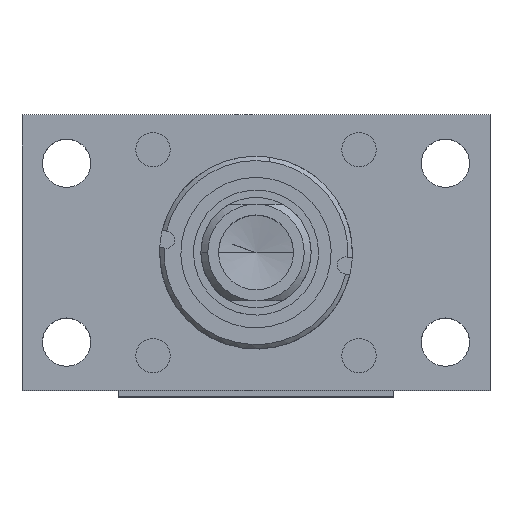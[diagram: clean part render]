
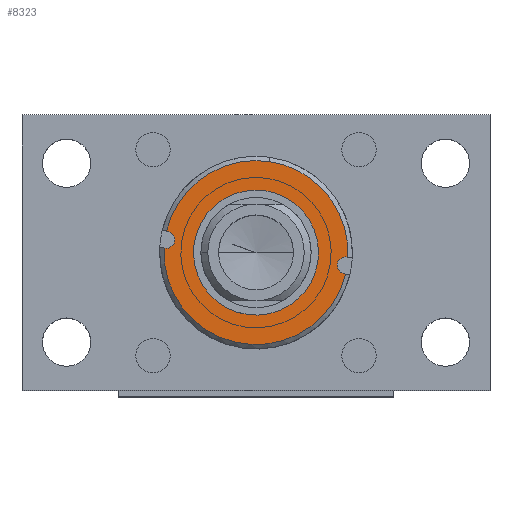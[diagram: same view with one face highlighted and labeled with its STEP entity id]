
A CAD part, top view. The second image highlights one B-rep face of the part: STEP entity #8323.
In plain terms, the highlighted planar face has unit normal (0, 0, 1).
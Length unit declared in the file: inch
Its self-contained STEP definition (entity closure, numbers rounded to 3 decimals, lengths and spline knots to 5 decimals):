
#17 = VERTEX_POINT ( 'NONE', #4911 ) ;
#22 = PLANE ( 'NONE',  #3362 ) ;
#31 = ORIENTED_EDGE ( 'NONE', *, *, #5683, .F. ) ;
#119 = CARTESIAN_POINT ( 'NONE',  ( 19.33958, 31.20342, -2.69734 ) ) ;
#211 = CIRCLE ( 'NONE', #7032, 0.078 ) ;
#329 = CARTESIAN_POINT ( 'NONE',  ( 19.33958, 29.80457, -2.69734 ) ) ;
#397 = ORIENTED_EDGE ( 'NONE', *, *, #8061, .T. ) ;
#494 = ORIENTED_EDGE ( 'NONE', *, *, #1067, .T. ) ;
#514 = EDGE_LOOP ( 'NONE', ( #8324, #2006, #494, #1156, #2013, #3850, #397, #6660, #6387 ) ) ;
#576 = DIRECTION ( 'NONE',  ( 0., 1., 0. ) ) ;
#743 = CARTESIAN_POINT ( 'NONE',  ( 19.41758, 30.63592, -2.69734 ) ) ;
#750 = VERTEX_POINT ( 'NONE', #2484 ) ;
#861 = EDGE_CURVE ( 'NONE', #1794, #17, #4416, .T. ) ;
#1067 = EDGE_CURVE ( 'NONE', #1170, #1794, #3185, .T. ) ;
#1155 = DIRECTION ( 'NONE',  ( 0., 0., -1. ) ) ;
#1156 = ORIENTED_EDGE ( 'NONE', *, *, #861, .T. ) ;
#1170 = VERTEX_POINT ( 'NONE', #5002 ) ;
#1177 = VERTEX_POINT ( 'NONE', #329 ) ;
#1182 = VECTOR ( 'NONE', #576, 39.37008 ) ;
#1222 = DIRECTION ( 'NONE',  ( 0., -1., 0. ) ) ;
#1390 = LINE ( 'NONE', #4579, #1182 ) ;
#1455 = EDGE_LOOP ( 'NONE', ( #31, #4543 ) ) ;
#1505 = VECTOR ( 'NONE', #1222, 39.37008 ) ;
#1527 = DIRECTION ( 'NONE',  ( 1., 0., 0. ) ) ;
#1531 = CIRCLE ( 'NONE', #8144, 0.5675 ) ;
#1573 = AXIS2_PLACEMENT_3D ( 'NONE', #3805, #7811, #7120 ) ;
#1689 = VERTEX_POINT ( 'NONE', #5989 ) ;
#1720 = DIRECTION ( 'NONE',  ( 1., 0., 0. ) ) ;
#1781 = CARTESIAN_POINT ( 'NONE',  ( 19.33958, 31.46727, -2.69734 ) ) ;
#1794 = VERTEX_POINT ( 'NONE', #7027 ) ;
#1976 = VERTEX_POINT ( 'NONE', #1781 ) ;
#2006 = ORIENTED_EDGE ( 'NONE', *, *, #6418, .T. ) ;
#2013 = ORIENTED_EDGE ( 'NONE', *, *, #4094, .F. ) ;
#2027 = CARTESIAN_POINT ( 'NONE',  ( 19.41758, 31.20342, -2.69734 ) ) ;
#2053 = DIRECTION ( 'NONE',  ( 0., -1., 0. ) ) ;
#2111 = CARTESIAN_POINT ( 'NONE',  ( 19.49558, 31.20342, -2.69734 ) ) ;
#2252 = CIRCLE ( 'NONE', #6983, 0.835 ) ;
#2388 = CARTESIAN_POINT ( 'NONE',  ( 19.41758, 31.45966, -2.69734 ) ) ;
#2484 = CARTESIAN_POINT ( 'NONE',  ( 18.85008, 30.63592, -2.69734 ) ) ;
#2530 = DIRECTION ( 'NONE',  ( 0., 0., -1. ) ) ;
#2795 = CARTESIAN_POINT ( 'NONE',  ( 19.98508, 30.63592, -2.69734 ) ) ;
#2975 = DIRECTION ( 'NONE',  ( 0., -1., 0. ) ) ;
#3066 = VECTOR ( 'NONE', #2975, 39.37008 ) ;
#3151 = AXIS2_PLACEMENT_3D ( 'NONE', #7433, #3501, #1527 ) ;
#3185 = LINE ( 'NONE', #2111, #3066 ) ;
#3362 = AXIS2_PLACEMENT_3D ( 'NONE', #2027, #3364, #2053 ) ;
#3364 = DIRECTION ( 'NONE',  ( 0., 0., -1. ) ) ;
#3501 = DIRECTION ( 'NONE',  ( 0., 0., 1. ) ) ;
#3568 = LINE ( 'NONE', #4524, #1505 ) ;
#3586 = CARTESIAN_POINT ( 'NONE',  ( 19.41758, 30.63592, -2.69734 ) ) ;
#3743 = DIRECTION ( 'NONE',  ( 0., 0., 1. ) ) ;
#3805 = CARTESIAN_POINT ( 'NONE',  ( 19.41758, 30.63592, -2.69734 ) ) ;
#3812 = FACE_BOUND ( 'NONE', #1455, .T. ) ;
#3850 = ORIENTED_EDGE ( 'NONE', *, *, #7257, .T. ) ;
#4094 = EDGE_CURVE ( 'NONE', #1976, #17, #3568, .T. ) ;
#4231 = VECTOR ( 'NONE', #8052, 39.37008 ) ;
#4416 = CIRCLE ( 'NONE', #6615, 0.078 ) ;
#4436 = VERTEX_POINT ( 'NONE', #2795 ) ;
#4524 = CARTESIAN_POINT ( 'NONE',  ( 19.33958, 31.20342, -2.69734 ) ) ;
#4543 = ORIENTED_EDGE ( 'NONE', *, *, #8521, .F. ) ;
#4579 = CARTESIAN_POINT ( 'NONE',  ( 19.49558, 31.20342, -2.69734 ) ) ;
#4911 = CARTESIAN_POINT ( 'NONE',  ( 19.33958, 31.45966, -2.69734 ) ) ;
#5002 = CARTESIAN_POINT ( 'NONE',  ( 19.49558, 31.46727, -2.69734 ) ) ;
#5093 = CARTESIAN_POINT ( 'NONE',  ( 19.41758, 29.81218, -2.69734 ) ) ;
#5471 = DIRECTION ( 'NONE',  ( 1., 0., 0. ) ) ;
#5534 = CARTESIAN_POINT ( 'NONE',  ( 18.58258, 30.63592, -2.69734 ) ) ;
#5683 = EDGE_CURVE ( 'NONE', #4436, #750, #6761, .T. ) ;
#5730 = AXIS2_PLACEMENT_3D ( 'NONE', #743, #7381, #5471 ) ;
#5765 = DIRECTION ( 'NONE',  ( -1., 0., 0. ) ) ;
#5821 = EDGE_CURVE ( 'NONE', #1689, #6405, #1390, .T. ) ;
#5989 = CARTESIAN_POINT ( 'NONE',  ( 19.49558, 29.80457, -2.69734 ) ) ;
#6098 = FACE_OUTER_BOUND ( 'NONE', #514, .T. ) ;
#6199 = LINE ( 'NONE', #119, #4231 ) ;
#6387 = ORIENTED_EDGE ( 'NONE', *, *, #6741, .T. ) ;
#6393 = DIRECTION ( 'NONE',  ( -1., 0., 0. ) ) ;
#6405 = VERTEX_POINT ( 'NONE', #8451 ) ;
#6418 = EDGE_CURVE ( 'NONE', #1689, #1170, #7450, .T. ) ;
#6615 = AXIS2_PLACEMENT_3D ( 'NONE', #2388, #1155, #6393 ) ;
#6660 = ORIENTED_EDGE ( 'NONE', *, *, #7887, .T. ) ;
#6741 = EDGE_CURVE ( 'NONE', #8387, #6405, #211, .T. ) ;
#6761 = CIRCLE ( 'NONE', #3151, 0.5675 ) ;
#6909 = CARTESIAN_POINT ( 'NONE',  ( 19.33958, 29.81218, -2.69734 ) ) ;
#6927 = DIRECTION ( 'NONE',  ( 0., 0., 1. ) ) ;
#6983 = AXIS2_PLACEMENT_3D ( 'NONE', #3586, #6927, #8193 ) ;
#7027 = CARTESIAN_POINT ( 'NONE',  ( 19.49558, 31.45966, -2.69734 ) ) ;
#7032 = AXIS2_PLACEMENT_3D ( 'NONE', #5093, #2530, #5765 ) ;
#7120 = DIRECTION ( 'NONE',  ( 1., 0., 0. ) ) ;
#7257 = EDGE_CURVE ( 'NONE', #1976, #8460, #8373, .T. ) ;
#7381 = DIRECTION ( 'NONE',  ( 0., 0., 1. ) ) ;
#7433 = CARTESIAN_POINT ( 'NONE',  ( 19.41758, 30.63592, -2.69734 ) ) ;
#7450 = CIRCLE ( 'NONE', #1573, 0.835 ) ;
#7650 = CARTESIAN_POINT ( 'NONE',  ( 19.41758, 30.63592, -2.69734 ) ) ;
#7811 = DIRECTION ( 'NONE',  ( 0., 0., 1. ) ) ;
#7887 = EDGE_CURVE ( 'NONE', #1177, #8387, #6199, .T. ) ;
#8052 = DIRECTION ( 'NONE',  ( 0., 1., 0. ) ) ;
#8061 = EDGE_CURVE ( 'NONE', #8460, #1177, #2252, .T. ) ;
#8144 = AXIS2_PLACEMENT_3D ( 'NONE', #7650, #3743, #1720 ) ;
#8193 = DIRECTION ( 'NONE',  ( 1., 0., 0. ) ) ;
#8323 = ADVANCED_FACE ( 'NONE', ( #6098, #3812 ), #22, .F. ) ;
#8324 = ORIENTED_EDGE ( 'NONE', *, *, #5821, .F. ) ;
#8373 = CIRCLE ( 'NONE', #5730, 0.835 ) ;
#8387 = VERTEX_POINT ( 'NONE', #6909 ) ;
#8451 = CARTESIAN_POINT ( 'NONE',  ( 19.49558, 29.81218, -2.69734 ) ) ;
#8460 = VERTEX_POINT ( 'NONE', #5534 ) ;
#8521 = EDGE_CURVE ( 'NONE', #750, #4436, #1531, .T. ) ;
